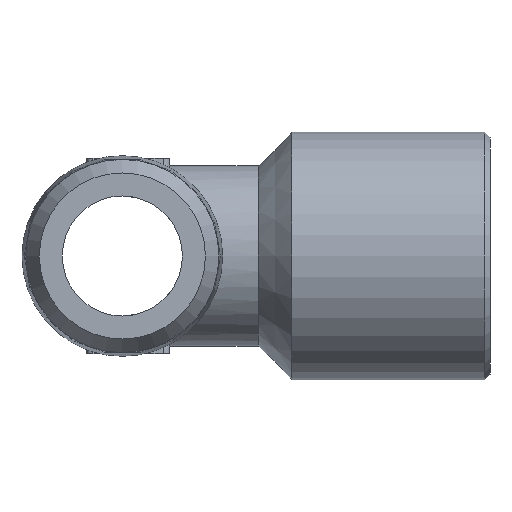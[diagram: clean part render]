
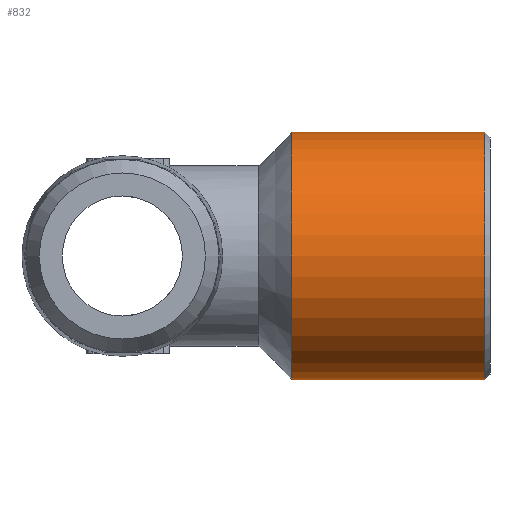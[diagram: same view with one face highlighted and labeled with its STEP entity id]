
A CAD part, left-side view. The second image highlights one B-rep face of the part: STEP entity #832.
In plain terms, the highlighted cylindrical face has radius 8.25 mm (diameter 16.5 mm), a full revolution.
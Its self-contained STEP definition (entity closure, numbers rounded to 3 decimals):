
#201=CIRCLE('',#924,8.25);
#202=CIRCLE('',#926,8.25);
#283=ORIENTED_EDGE('',*,*,#504,.F.);
#284=ORIENTED_EDGE('',*,*,#503,.T.);
#503=EDGE_CURVE('',#617,#617,#201,.T.);
#504=EDGE_CURVE('',#618,#618,#202,.T.);
#617=VERTEX_POINT('',#1391);
#618=VERTEX_POINT('',#1394);
#682=EDGE_LOOP('',(#283));
#683=EDGE_LOOP('',(#284));
#754=FACE_BOUND('',#682,.T.);
#755=FACE_BOUND('',#683,.T.);
#802=CYLINDRICAL_SURFACE('',#925,8.25);
#832=ADVANCED_FACE('',(#754,#755),#802,.T.);
#924=AXIS2_PLACEMENT_3D('',#1390,#1074,#1075);
#925=AXIS2_PLACEMENT_3D('',#1392,#1076,#1077);
#926=AXIS2_PLACEMENT_3D('',#1393,#1078,#1079);
#1074=DIRECTION('',(0.,1.,0.));
#1075=DIRECTION('',(-1.,0.,0.));
#1076=DIRECTION('',(0.,1.,0.));
#1077=DIRECTION('',(-1.,0.,0.));
#1078=DIRECTION('',(0.,1.,0.));
#1079=DIRECTION('',(-1.,0.,0.));
#1390=CARTESIAN_POINT('',(0.,-24.146,0.));
#1391=CARTESIAN_POINT('',(-8.25,-24.146,0.));
#1392=CARTESIAN_POINT('',(0.,0.,0.));
#1393=CARTESIAN_POINT('',(0.,-11.3,0.));
#1394=CARTESIAN_POINT('',(-8.25,-11.3,0.));
